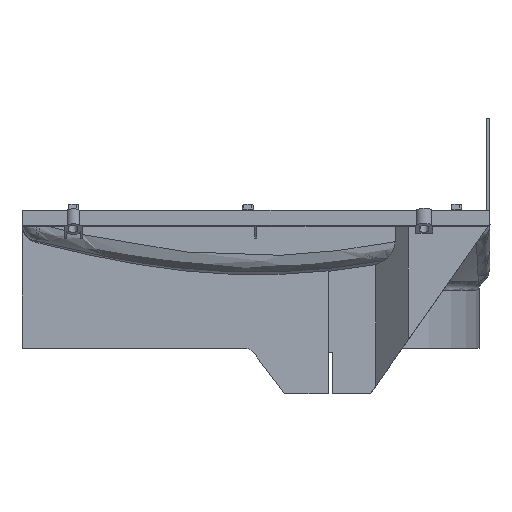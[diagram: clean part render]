
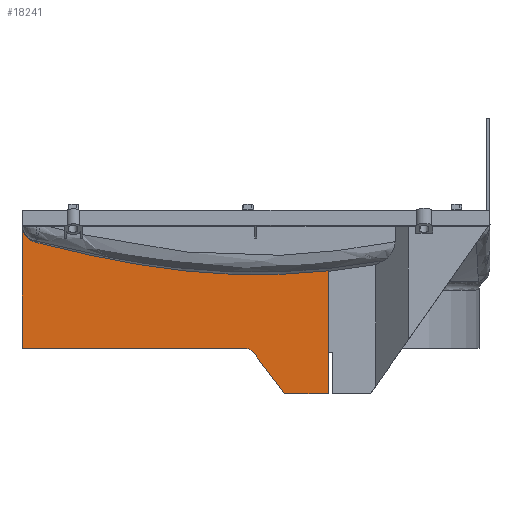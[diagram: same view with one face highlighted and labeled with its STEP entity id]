
A CAD part, left-side view. The second image highlights one B-rep face of the part: STEP entity #18241.
In plain terms, the highlighted planar face has unit normal (-1, 0, 0).
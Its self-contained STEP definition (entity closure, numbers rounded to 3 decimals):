
#2799=DIRECTION('',(0.,0.,-1.));
#2800=VECTOR('',#2799,86.796);
#2801=CARTESIAN_POINT('',(-173.75,-51.15,54.796));
#2802=LINE('',#2801,#2800);
#2828=DIRECTION('',(0.,1.,0.));
#2829=VECTOR('',#2828,31.048);
#2830=CARTESIAN_POINT('',(-173.75,-51.15,-32.));
#2831=LINE('',#2830,#2829);
#2861=DIRECTION('',(0.,-0.602,-0.799));
#2862=VECTOR('',#2861,36.08);
#2863=CARTESIAN_POINT('',(-173.75,1.611,-3.185));
#2864=LINE('',#2863,#2862);
#2865=CARTESIAN_POINT('',(-173.75,8.,-8.));
#2866=DIRECTION('',(1.,0.,0.));
#2867=DIRECTION('',(0.,0.,1.));
#2868=AXIS2_PLACEMENT_3D('',#2865,#2866,#2867);
#2870=DIRECTION('',(0.,0.,-1.));
#2871=VECTOR('',#2870,87.515);
#2872=CARTESIAN_POINT('',(-173.75,165.25,87.515));
#2873=LINE('',#2872,#2871);
#2890=DIRECTION('',(0.,1.,0.));
#2891=VECTOR('',#2890,157.25);
#2892=CARTESIAN_POINT('',(-173.75,8.,0.));
#2893=LINE('',#2892,#2891);
#2894=CARTESIAN_POINT('',(-173.75,165.25,87.515));
#2895=CARTESIAN_POINT('',(-173.75,165.25,87.133));
#2896=CARTESIAN_POINT('',(-173.75,165.217,86.371));
#2897=CARTESIAN_POINT('',(-173.75,165.071,85.232));
#2898=CARTESIAN_POINT('',(-173.75,164.909,84.486));
#2899=CARTESIAN_POINT('',(-173.75,164.812,84.115));
#2941=CARTESIAN_POINT('',(-173.75,153.953,74.441));
#2942=CARTESIAN_POINT('',(-173.75,145.768,72.351));
#2943=CARTESIAN_POINT('',(-173.75,129.617,68.415));
#2944=CARTESIAN_POINT('',(-173.75,106.065,63.313));
#2945=CARTESIAN_POINT('',(-173.75,83.056,59.064));
#2946=CARTESIAN_POINT('',(-173.75,60.24,55.704));
#2947=CARTESIAN_POINT('',(-173.75,37.776,53.348));
#2948=CARTESIAN_POINT('',(-173.75,15.415,52.04));
#2949=CARTESIAN_POINT('',(-173.75,-6.609,
51.826));
#2950=CARTESIAN_POINT('',(-173.75,-28.772,
52.693));
#2951=CARTESIAN_POINT('',(-173.75,-43.671,53.982));
#2952=CARTESIAN_POINT('',(-173.75,-51.15,54.796));
#2954=CARTESIAN_POINT('',(-173.75,155.75,74.901));
#2955=CARTESIAN_POINT('',(-173.75,155.548,74.849));
#2956=CARTESIAN_POINT('',(-173.75,155.15,74.747));
#2957=CARTESIAN_POINT('',(-173.75,154.551,74.594));
#2958=CARTESIAN_POINT('',(-173.75,154.152,74.492));
#2959=CARTESIAN_POINT('',(-173.75,153.953,74.441));
#2966=CARTESIAN_POINT('',(-173.75,155.75,74.901));
#3017=CARTESIAN_POINT('',(-173.75,164.33,82.628));
#3018=CARTESIAN_POINT('',(-173.75,163.948,81.65));
#3019=CARTESIAN_POINT('',(-173.75,162.982,79.852));
#3020=CARTESIAN_POINT('',(-173.75,160.994,77.587));
#3021=CARTESIAN_POINT('',(-173.75,158.505,75.846));
#3022=CARTESIAN_POINT('',(-173.75,156.7,75.145));
#3023=CARTESIAN_POINT('',(-173.75,155.75,74.901));
#3033=CARTESIAN_POINT('',(-173.75,164.812,84.115));
#3034=CARTESIAN_POINT('',(-173.75,164.768,83.947));
#3035=CARTESIAN_POINT('',(-173.75,164.674,83.612));
#3036=CARTESIAN_POINT('',(-173.75,164.513,83.116));
#3037=CARTESIAN_POINT('',(-173.75,164.394,82.792));
#3038=CARTESIAN_POINT('',(-173.75,164.33,82.628));
#13828=CARTESIAN_POINT('',(-173.75,8.,0.));
#13830=VERTEX_POINT('',#13828);
#13832=CARTESIAN_POINT('',(-173.75,165.25,0.));
#13833=VERTEX_POINT('',#13832);
#14038=CARTESIAN_POINT('',(-173.75,165.25,
87.515));
#14039=VERTEX_POINT('',#14038);
#14155=VERTEX_POINT('',#2966);
#14156=VERTEX_POINT('',#2959);
#14157=VERTEX_POINT('',#2952);
#14161=VERTEX_POINT('',#3017);
#14162=VERTEX_POINT('',#3033);
#14670=CARTESIAN_POINT('',(-173.75,1.611,-3.185));
#14671=CARTESIAN_POINT('',(-173.75,-20.102,-32.));
#14672=VERTEX_POINT('',#14670);
#14673=VERTEX_POINT('',#14671);
#14674=CARTESIAN_POINT('',(-173.75,-51.15,-32.));
#14675=VERTEX_POINT('',#14674);
#18216=CARTESIAN_POINT('',(-173.75,165.25,0.));
#18217=DIRECTION('',(1.,0.,0.));
#18218=DIRECTION('',(0.,1.,0.));
#18219=AXIS2_PLACEMENT_3D('',#18216,#18217,#18218);
#18220=PLANE('',#18219);
#18221=ORIENTED_EDGE('',*,*,#18207,.F.);
#18223=ORIENTED_EDGE('',*,*,#18222,.F.);
#18225=ORIENTED_EDGE('',*,*,#18224,.T.);
#18226=ORIENTED_EDGE('',*,*,#17559,.F.);
#18228=ORIENTED_EDGE('',*,*,#18227,.T.);
#18230=ORIENTED_EDGE('',*,*,#18229,.T.);
#18232=ORIENTED_EDGE('',*,*,#18231,.T.);
#18234=ORIENTED_EDGE('',*,*,#18233,.T.);
#18236=ORIENTED_EDGE('',*,*,#18235,.T.);
#18237=ORIENTED_EDGE('',*,*,#18127,.T.);
#18238=ORIENTED_EDGE('',*,*,#18154,.T.);
#18239=EDGE_LOOP('',(#18221,#18223,#18225,#18226,#18228,#18230,#18232,#18234,
#18236,#18237,#18238));
#18240=FACE_OUTER_BOUND('',#18239,.F.);
#18241=ADVANCED_FACE('',(#18240),#18220,.F.);
#2869=CIRCLE('',#2868,8.);
#2900=B_SPLINE_CURVE_WITH_KNOTS('',3,(#2894,#2895,#2896,#2897,#2898,#2899),
.UNSPECIFIED.,.F.,.F.,(4,1,1,4),(0.,0.333,0.667,1.),
.UNSPECIFIED.);
#2953=B_SPLINE_CURVE_WITH_KNOTS('',3,(#2941,#2942,#2943,#2944,#2945,#2946,#2947,
#2948,#2949,#2950,#2951,#2952),.UNSPECIFIED.,.F.,.F.,(4,1,1,1,1,1,1,1,1,4),
(0.,0.111,0.222,0.333,0.444,
0.556,0.667,0.778,0.889,1.),
.UNSPECIFIED.);
#2960=B_SPLINE_CURVE_WITH_KNOTS('',3,(#2954,#2955,#2956,#2957,#2958,#2959),
.UNSPECIFIED.,.F.,.F.,(4,1,1,4),(0.,0.333,0.667,1.),
.UNSPECIFIED.);
#3024=B_SPLINE_CURVE_WITH_KNOTS('',3,(#3017,#3018,#3019,#3020,#3021,#3022,
#3023),.UNSPECIFIED.,.F.,.F.,(4,1,1,1,4),(0.,0.25,0.5,0.75,1.),
.UNSPECIFIED.);
#3039=B_SPLINE_CURVE_WITH_KNOTS('',3,(#3033,#3034,#3035,#3036,#3037,#3038),
.UNSPECIFIED.,.F.,.F.,(4,1,1,4),(0.,0.333,0.667,1.),
.UNSPECIFIED.);
#17559=EDGE_CURVE('',#14039,#13833,#2873,.T.);
#18127=EDGE_CURVE('',#14157,#14675,#2802,.T.);
#18154=EDGE_CURVE('',#14675,#14673,#2831,.T.);
#18207=EDGE_CURVE('',#14672,#14673,#2864,.T.);
#18222=EDGE_CURVE('',#13830,#14672,#2869,.T.);
#18224=EDGE_CURVE('',#13830,#13833,#2893,.T.);
#18227=EDGE_CURVE('',#14039,#14162,#2900,.T.);
#18229=EDGE_CURVE('',#14162,#14161,#3039,.T.);
#18231=EDGE_CURVE('',#14161,#14155,#3024,.T.);
#18233=EDGE_CURVE('',#14155,#14156,#2960,.T.);
#18235=EDGE_CURVE('',#14156,#14157,#2953,.T.);
